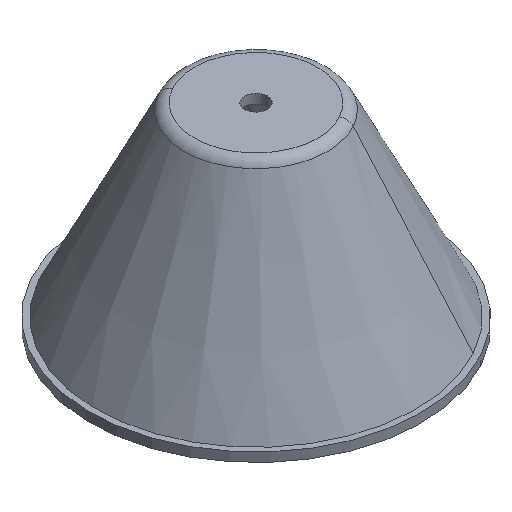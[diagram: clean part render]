
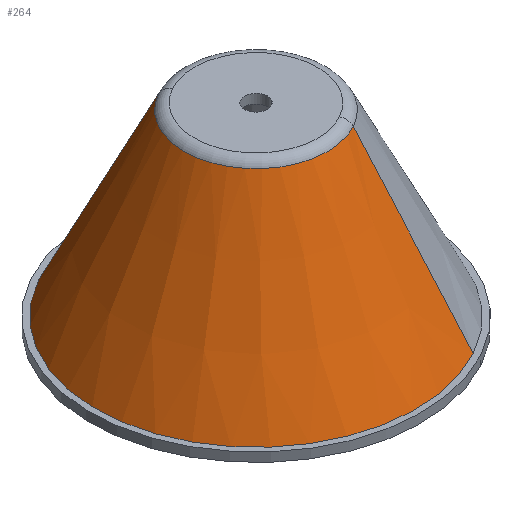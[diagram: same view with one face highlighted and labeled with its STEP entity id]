
A CAD part, isometric view. The second image highlights one B-rep face of the part: STEP entity #264.
In plain terms, the highlighted conical face has half-angle 26.281 degrees and reference radius 30 mm.
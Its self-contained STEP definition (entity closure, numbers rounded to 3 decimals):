
#132=CARTESIAN_POINT('Axis2P3D Location',(0.,0.,4.)) ;
#136=CARTESIAN_POINT('Vertex',(-33.56,61.431,4.)) ;
#138=CARTESIAN_POINT('Vertex',(33.56,-61.431,4.)) ;
#222=CARTESIAN_POINT('Axis2P3D Location',(0.,0.,85.)) ;
#227=CARTESIAN_POINT('Line Origine',(23.971,-43.879,44.5)) ;
#231=CARTESIAN_POINT('Vertex',(15.042,-27.535,82.214)) ;
#234=CARTESIAN_POINT('Line Origine',(-23.971,43.879,44.5)) ;
#238=CARTESIAN_POINT('Vertex',(-15.042,27.535,82.214)) ;
#253=CARTESIAN_POINT('Axis2P3D Location',(0.,0.,82.214)) ;
#133=DIRECTION('Axis2P3D Direction',(0.,0.,1.)) ;
#223=DIRECTION('Axis2P3D Direction',(-0.,-0.,-1.)) ;
#224=DIRECTION('Axis2P3D XDirection',(-0.479,0.878,0.)) ;
#228=DIRECTION('Vector Direction',(0.212,-0.389,-0.897)) ;
#235=DIRECTION('Vector Direction',(-0.212,0.389,-0.897)) ;
#254=DIRECTION('Axis2P3D Direction',(0.,0.,-1.)) ;
#134=AXIS2_PLACEMENT_3D('Circle Axis2P3D',#132,#133,$) ;
#225=AXIS2_PLACEMENT_3D('Cone Axis2P3D',#222,#223,#224) ;
#255=AXIS2_PLACEMENT_3D('Circle Axis2P3D',#253,#254,$) ;
#259=ORIENTED_EDGE('',*,*,#240,.F.) ;
#260=ORIENTED_EDGE('',*,*,#140,.T.) ;
#261=ORIENTED_EDGE('',*,*,#233,.T.) ;
#262=ORIENTED_EDGE('',*,*,#257,.F.) ;
#229=VECTOR('Line Direction',#228,1.) ;
#236=VECTOR('Line Direction',#235,1.) ;
#264=ADVANCED_FACE('Corps principal',(#263),#226,.T.) ;
#135=CIRCLE('generated circle',#134,70.) ;
#256=CIRCLE('generated circle',#255,31.376) ;
#226=CONICAL_SURFACE('Cone',#225,30.,0.459) ;
#140=EDGE_CURVE('',#137,#139,#135,.T.) ;
#233=EDGE_CURVE('',#139,#232,#230,.F.) ;
#240=EDGE_CURVE('',#137,#239,#237,.F.) ;
#257=EDGE_CURVE('',#239,#232,#256,.F.) ;
#258=EDGE_LOOP('',(#259,#260,#261,#262)) ;
#263=FACE_OUTER_BOUND('',#258,.T.) ;
#230=LINE('Line',#227,#229) ;
#237=LINE('Line',#234,#236) ;
#137=VERTEX_POINT('',#136) ;
#139=VERTEX_POINT('',#138) ;
#232=VERTEX_POINT('',#231) ;
#239=VERTEX_POINT('',#238) ;
